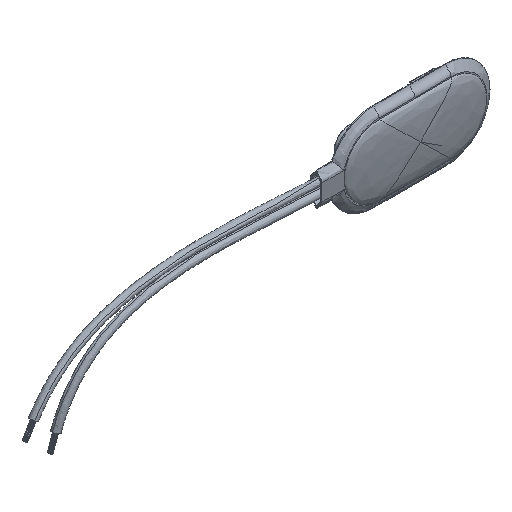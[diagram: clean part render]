
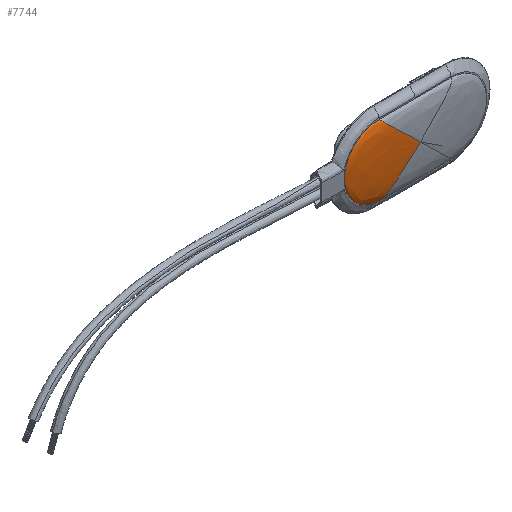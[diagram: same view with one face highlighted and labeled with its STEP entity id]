
A CAD part, isometric view. The second image highlights one B-rep face of the part: STEP entity #7744.
In plain terms, the highlighted free-form (B-spline) face has degree [3, 2] with [4, 3] control points.
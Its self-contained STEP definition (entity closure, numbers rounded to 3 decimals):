
#223 =( BOUNDED_SURFACE ( )  B_SPLINE_SURFACE ( 3, 2, ( 
 ( #3182, #12726, #1118 ),
 ( #8522, #2162, #9598 ),
 ( #3227, #10649, #4314 ),
 ( #11691, #5388, #12766 ) ),
 .UNSPECIFIED., .F., .F., .F. ) 
 B_SPLINE_SURFACE_WITH_KNOTS ( ( 4, 4 ),
 ( 3, 3 ),
 ( 0., 1. ),
 ( 0., 1. ),
 .UNSPECIFIED. ) 
 GEOMETRIC_REPRESENTATION_ITEM ( )  RATIONAL_B_SPLINE_SURFACE ( (
 ( 1., 1., 1.),
 ( 0.333, 0.333, 0.333),
 ( 0.333, 0.333, 0.333),
 ( 1., 1., 1.) ) ) 
 REPRESENTATION_ITEM ( '' )  SURFACE ( )  );
#441 = EDGE_LOOP ( 'NONE', ( #13683, #8416, #11626 ) ) ;
#449 = EDGE_CURVE ( 'NONE', #5098, #3777, #4384, .T. ) ;
#1118 = CARTESIAN_POINT ( 'NONE',  ( 0., -3., 0. ) ) ;
#1569 = CARTESIAN_POINT ( 'NONE',  ( -6.5, -2., -6.3 ) ) ;
#2033 = CARTESIAN_POINT ( 'NONE',  ( -6.5, -3., 6.3 ) ) ;
#2162 = CARTESIAN_POINT ( 'NONE',  ( -19.1, -3., 6.3 ) ) ;
#2240 = DIRECTION ( 'NONE',  ( 0., -1., 0. ) ) ;
#3182 = CARTESIAN_POINT ( 'NONE',  ( -6.5, -2., 6.3 ) ) ;
#3227 = CARTESIAN_POINT ( 'NONE',  ( -19.1, -2., -6.3 ) ) ;
#3777 = VERTEX_POINT ( 'NONE', #5004 ) ;
#3780 = CARTESIAN_POINT ( 'NONE',  ( 0., -3., 0. ) ) ;
#4314 = CARTESIAN_POINT ( 'NONE',  ( 0., -3., 0. ) ) ;
#4384 = B_SPLINE_CURVE_WITH_KNOTS ( 'NONE', 2,
 ( #11473, #2033, #12432 ),
 .UNSPECIFIED., .F., .F.,
 ( 3, 3 ),
 ( 0., 1. ),
 .UNSPECIFIED. ) ;
#5004 = CARTESIAN_POINT ( 'NONE',  ( 0., -3., 0. ) ) ;
#5098 = VERTEX_POINT ( 'NONE', #11815 ) ;
#5388 = CARTESIAN_POINT ( 'NONE',  ( -6.5, -3., -6.3 ) ) ;
#6401 = AXIS2_PLACEMENT_3D ( 'NONE', #8590, #2240, #9662 ) ;
#6515 = EDGE_CURVE ( 'NONE', #8401, #3777, #8884, .T. ) ;
#7744 = ADVANCED_FACE ( 'NONE', ( #10996 ), #223, .T. ) ;
#8401 = VERTEX_POINT ( 'NONE', #10555 ) ;
#8416 = ORIENTED_EDGE ( 'NONE', *, *, #6515, .T. ) ;
#8522 = CARTESIAN_POINT ( 'NONE',  ( -19.1, -2., 6.3 ) ) ;
#8590 = CARTESIAN_POINT ( 'NONE',  ( -6.5, -2., 0. ) ) ;
#8649 = CIRCLE ( 'NONE', #6401, 6.3 ) ;
#8884 = B_SPLINE_CURVE_WITH_KNOTS ( 'NONE', 2,
 ( #1569, #9018, #3780 ),
 .UNSPECIFIED., .F., .F.,
 ( 3, 3 ),
 ( 0., 1. ),
 .UNSPECIFIED. ) ;
#9018 = CARTESIAN_POINT ( 'NONE',  ( -6.5, -3., -6.3 ) ) ;
#9598 = CARTESIAN_POINT ( 'NONE',  ( 0., -3., 0. ) ) ;
#9662 = DIRECTION ( 'NONE',  ( 0., 0., 1. ) ) ;
#10059 = EDGE_CURVE ( 'NONE', #5098, #8401, #8649, .T. ) ;
#10555 = CARTESIAN_POINT ( 'NONE',  ( -6.5, -2., -6.3 ) ) ;
#10649 = CARTESIAN_POINT ( 'NONE',  ( -19.1, -3., -6.3 ) ) ;
#10996 = FACE_OUTER_BOUND ( 'NONE', #441, .T. ) ;
#11473 = CARTESIAN_POINT ( 'NONE',  ( -6.5, -2., 6.3 ) ) ;
#11626 = ORIENTED_EDGE ( 'NONE', *, *, #449, .F. ) ;
#11691 = CARTESIAN_POINT ( 'NONE',  ( -6.5, -2., -6.3 ) ) ;
#11815 = CARTESIAN_POINT ( 'NONE',  ( -6.5, -2., 6.3 ) ) ;
#12432 = CARTESIAN_POINT ( 'NONE',  ( 0., -3., 0. ) ) ;
#12726 = CARTESIAN_POINT ( 'NONE',  ( -6.5, -3., 6.3 ) ) ;
#12766 = CARTESIAN_POINT ( 'NONE',  ( 0., -3., 0. ) ) ;
#13683 = ORIENTED_EDGE ( 'NONE', *, *, #10059, .T. ) ;
